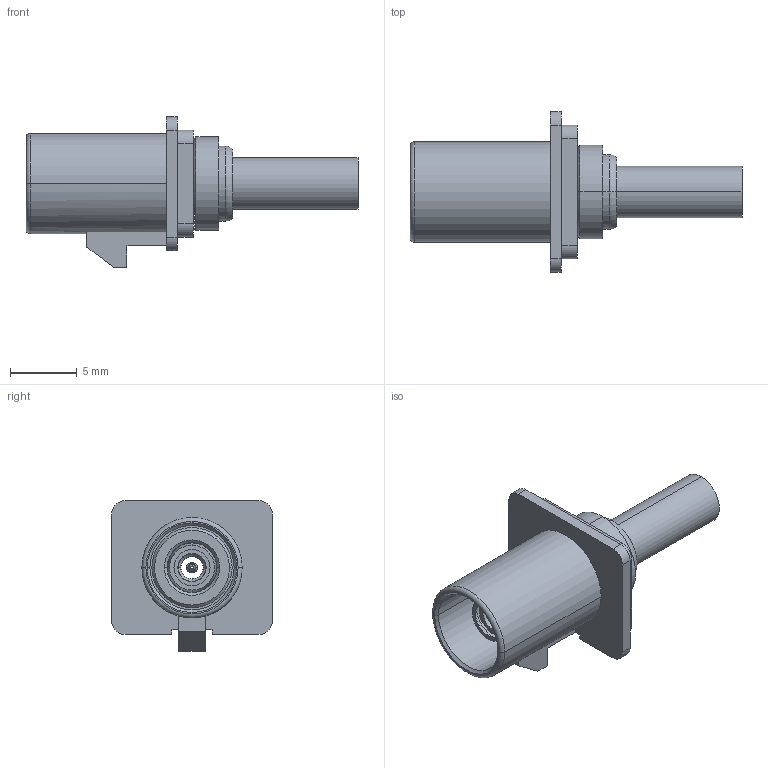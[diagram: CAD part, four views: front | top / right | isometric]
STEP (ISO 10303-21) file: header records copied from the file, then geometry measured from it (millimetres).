
FILE_DESCRIPTION((''),'2;1');
FILE_NAME('FA1-NZSP-C01-1_SW0001','2013-01-17T',('Clement Lazar'),(''),'PRO/ENGINEER BY PARAMETRIC TECHNOLOGY CORPORATION, 2010100','PRO/ENGINEER BY PARAMETRIC TECHNOLOGY CORPORATION, 2010100','');
FILE_SCHEMA(('CONFIG_CONTROL_DESIGN'));
Length unit declared in the file: millimetre
Products named in the file (1): FA1-NZSP-C01-1_SW0001
Bounding box: 24.82 x 12 x 11.25 mm (x, y, z)
Surface area: 1224.8 mm2 (no closed solid volume)
Topology: 0 solids, 12 shells, 108 faces, 298 edges, 198 vertices
Faces by surface type: plane 39, cylinder 38, cone 27, torus 4
Entity records: 3473 total; most frequent: DIRECTION 646, CARTESIAN_POINT 610, ORIENTED_EDGE 506, EDGE_CURVE 298, AXIS2_PLACEMENT_3D 242, VERTEX_POINT 198, VECTOR 162, LINE 162
